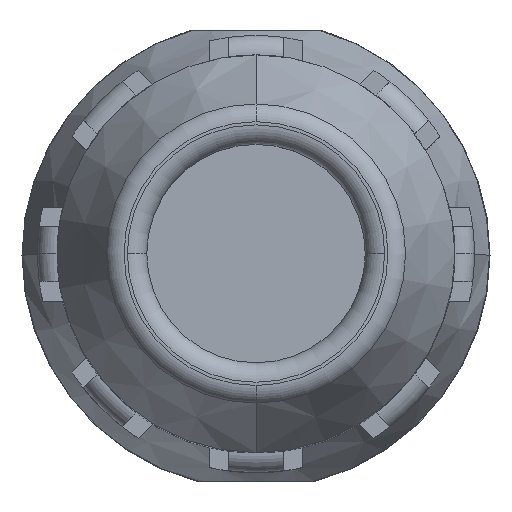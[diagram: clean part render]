
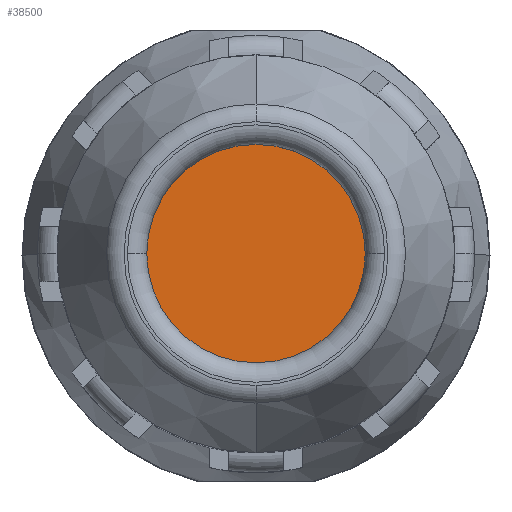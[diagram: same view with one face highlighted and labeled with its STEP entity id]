
A CAD part, top view. The second image highlights one B-rep face of the part: STEP entity #38500.
In plain terms, the highlighted planar face has unit normal (0, 0, 1).
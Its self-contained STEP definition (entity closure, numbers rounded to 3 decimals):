
#100=CARTESIAN_POINT('',(-3.175,0.103,21.4));
#110=VERTEX_POINT('',#100);
#290=CARTESIAN_POINT('',(2.425,0.103,21.4));
#300=VERTEX_POINT('',#290);
#330=CARTESIAN_POINT('',(-0.375,0.103,21.4));
#340=DIRECTION('',(0.,0.,1.));
#350=DIRECTION('',(-1.,0.,0.));
#360=AXIS2_PLACEMENT_3D('',#330,#340,#350);
#370=CIRCLE('',#360,2.8);
#380=EDGE_CURVE('',#300,#110,#370,.T.);
#38400=CARTESIAN_POINT('',(-0.375,0.103,21.4));
#38410=DIRECTION('',(0.,0.,1.));
#38420=DIRECTION('',(-1.,0.,0.));
#38430=AXIS2_PLACEMENT_3D('',#38400,#38410,#38420);
#38440=PLANE('',#38430);
#38450=EDGE_CURVE('',#110,#300,#370,.T.);
#38460=ORIENTED_EDGE('',*,*,#38450,.T.);
#38470=ORIENTED_EDGE('',*,*,#380,.T.);
#38480=EDGE_LOOP('',(#38470,#38460));
#38490=FACE_OUTER_BOUND('',#38480,.T.);
#38500=ADVANCED_FACE('',(#38490),#38440,.T.);
